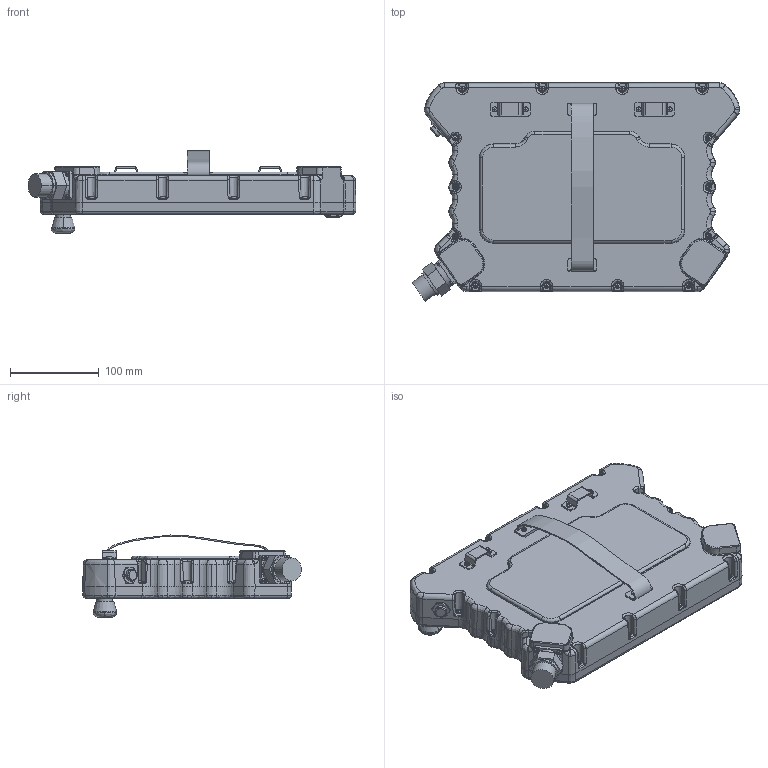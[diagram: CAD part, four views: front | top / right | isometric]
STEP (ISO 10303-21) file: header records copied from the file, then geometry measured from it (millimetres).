
FILE_DESCRIPTION (( 'STEP AP214' ), '1' );
FILE_NAME ('AUBO尨諒ん-俋楷耀倰.STEP', '2022-12-05T03:15:24', ( '' ), ( '' ), 'SwSTEP 2.0', 'SolidWorks 2018', '' );
FILE_SCHEMA (( 'AUTOMOTIVE_DESIGN' ));
Length unit declared in the file: millimetre
Products named in the file (1): AUBO尨諒ん-俋楷耀倰
Bounding box: 368.83 x 245.9 x 92.28 mm (x, y, z)
Volume: 3233762.8 mm3; surface area: 294495.9 mm2
Topology: 1 solids, 57 shells, 1948 faces, 4910 edges, 3084 vertices
Faces by surface type: plane 745, bspline 530, cylinder 482, cone 191
Entity records: 97553 total; most frequent: CARTESIAN_POINT 34132, ORIENTED_EDGE 9732, DIRECTION 7444, EDGE_CURVE 4866, VERTEX_POINT 3084, AXIS2_PLACEMENT_3D 2782, EDGE_LOOP 2042, UNCERTAINTY_MEASURE_WITH_UNIT 1951
